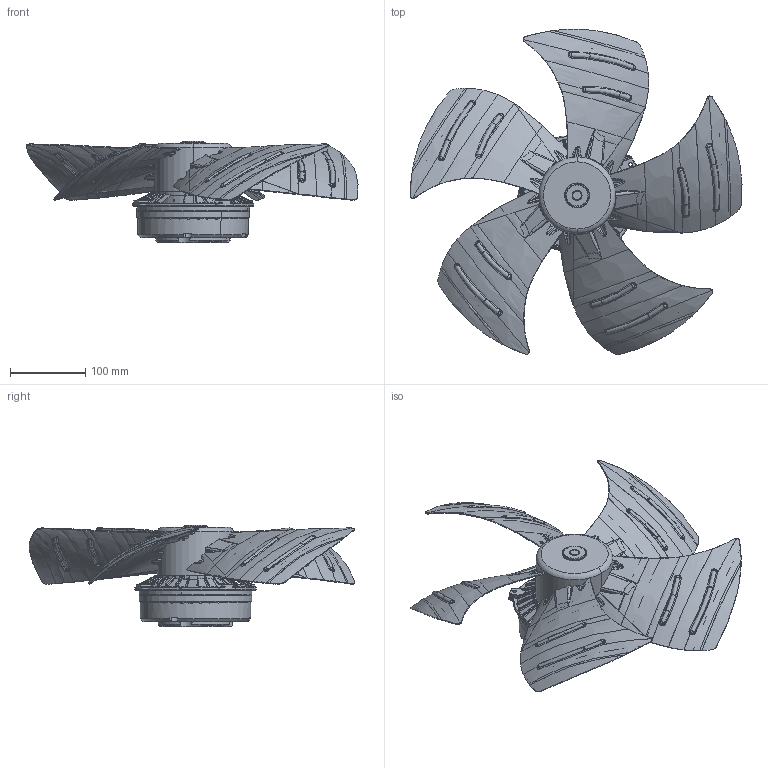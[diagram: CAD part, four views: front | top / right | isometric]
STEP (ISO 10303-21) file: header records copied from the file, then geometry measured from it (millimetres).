
FILE_DESCRIPTION((''),'2;1');
FILE_NAME('193U7073','2023-11-21T10:16:13',('U375483'),('DANFOSS COMMERCIAL COMPRESSOR'),'CREO PARAMETRIC BY PTC INC, 2022124','CREO PARAMETRIC BY PTC INC, 2022124','');
FILE_SCHEMA(('CONFIG_CONTROL_DESIGN'));
Products named in the file (1): 193U7073
Bounding box: 440.26 x 431.49 x 134.2 mm (x, y, z)
Surface area: 344320.1 mm2 (no closed solid volume)
Topology: 0 solids, 68 shells, 1246 faces, 4716 edges, 3402 vertices
Faces by surface type: bspline 730, cylinder 170, plane 128, cone 94, torus 92, sphere 28, extrusion 2, revolution 2
Entity records: 130227 total; most frequent: CARTESIAN_POINT 99045, ORIENTED_EDGE 7095, EDGE_CURVE 4694, DIRECTION 3805, VERTEX_POINT 3402, B_SPLINE_CURVE_WITH_KNOTS 2846, AXIS2_PLACEMENT_3D 1436, EDGE_LOOP 1275
